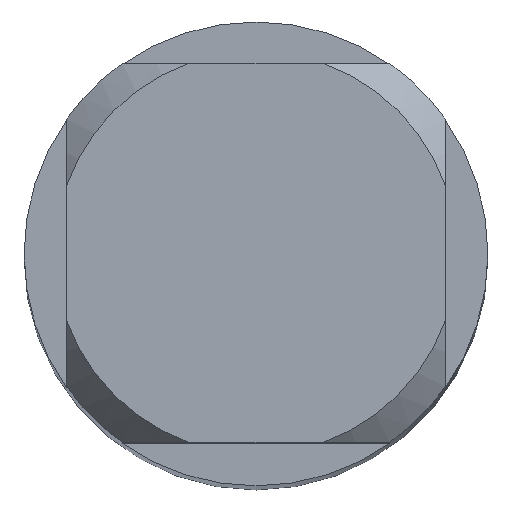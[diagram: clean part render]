
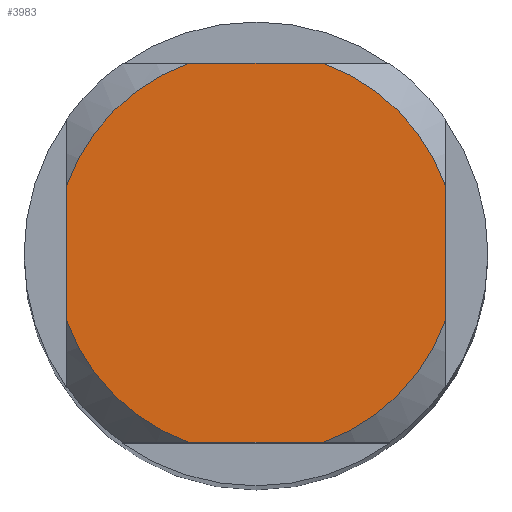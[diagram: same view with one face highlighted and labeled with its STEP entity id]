
A CAD part, top view. The second image highlights one B-rep face of the part: STEP entity #3983.
In plain terms, the highlighted planar face has unit normal (0, 0, 1).
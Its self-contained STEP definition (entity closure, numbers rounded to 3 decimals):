
#1671=EDGE_CURVE('',#2319,#4557,#4873,.T.);
#1865=EDGE_CURVE('',#2743,#2421,#5084,.T.);
#1991=EDGE_CURVE('',#2319,#3047,#5225,.T.);
#2319=VERTEX_POINT('',#5588);
#2421=VERTEX_POINT('',#5703);
#2679=EDGE_CURVE('',#3995,#2693,#5976,.T.);
#2693=VERTEX_POINT('',#5992);
#2743=VERTEX_POINT('',#6045);
#3047=VERTEX_POINT('',#6374);
#3241=VERTEX_POINT('',#6584);
#3431=EDGE_CURVE('',#3241,#2421,#6787,.T.);
#3865=EDGE_CURVE('',#3241,#2693,#7258,.T.);
#3983=ADVANCED_FACE('',(#7387),#7388,.T.);
#3995=VERTEX_POINT('',#7400);
#4267=EDGE_CURVE('',#2743,#3047,#7698,.T.);
#4557=VERTEX_POINT('',#8013);
#4779=EDGE_CURVE('',#3995,#4557,#8262,.T.);
#4873=LINE('',#8434,#8435);
#5084=CIRCLE('',#8929,2.6);
#5225=CIRCLE('',#9208,2.6);
#5588=CARTESIAN_POINT('',(-0.87,-2.45,0.0));
#5703=CARTESIAN_POINT('',(-0.87,2.45,0.0));
#5976=LINE('',#11183,#11184);
#5992=CARTESIAN_POINT('',(2.45,0.87,0.0));
#6045=CARTESIAN_POINT('',(-2.45,0.87,0.0));
#6374=CARTESIAN_POINT('',(-2.45,-0.87,0.0));
#6584=CARTESIAN_POINT('',(0.87,2.45,0.0));
#6787=LINE('',#13182,#13183);
#7258=CIRCLE('',#14779,2.6);
#7387=FACE_OUTER_BOUND('',#15024,.T.);
#7388=PLANE('',#15025);
#7400=CARTESIAN_POINT('',(2.45,-0.87,0.0));
#7698=LINE('',#15857,#15858);
#8013=CARTESIAN_POINT('',(0.87,-2.45,0.0));
#8262=CIRCLE('',#17152,2.6);
#8434=CARTESIAN_POINT('',(0.0,-2.45,0.0));
#8435=VECTOR('',#17255,1.0);
#8929=AXIS2_PLACEMENT_3D('',#17473,#17474,#17475);
#9208=AXIS2_PLACEMENT_3D('',#17637,#17638,#17639);
#11183=CARTESIAN_POINT('',(2.45,0.65,0.0));
#11184=VECTOR('',#18520,1.0);
#13182=CARTESIAN_POINT('',(0.0,2.45,0.0));
#13183=VECTOR('',#19275,1.0);
#14779=AXIS2_PLACEMENT_3D('',#19923,#19924,#19925);
#15024=EDGE_LOOP('',(#20054,#20055,#20056,#20057,#20058,#20059,#20060,#20061));
#15025=AXIS2_PLACEMENT_3D('',#20062,#20063,#20064);
#15857=CARTESIAN_POINT('',(-2.45,0.65,0.0));
#15858=VECTOR('',#20381,1.0);
#17152=AXIS2_PLACEMENT_3D('',#21005,#21006,#21007);
#17255=DIRECTION('',(1.0,0.0,0.0));
#17473=CARTESIAN_POINT('',(0.0,0.0,0.0));
#17474=DIRECTION('',(0.0,0.0,-1.0));
#17475=DIRECTION('',(0.0,1.0,0.0));
#17637=CARTESIAN_POINT('',(0.0,0.0,0.0));
#17638=DIRECTION('',(0.0,0.0,-1.0));
#17639=DIRECTION('',(0.0,1.0,0.0));
#18520=DIRECTION('',(-0.0,1.0,0.0));
#19275=DIRECTION('',(-1.0,0.0,0.0));
#19923=CARTESIAN_POINT('',(0.0,0.0,0.0));
#19924=DIRECTION('',(0.0,0.0,-1.0));
#19925=DIRECTION('',(0.0,1.0,0.0));
#20054=ORIENTED_EDGE('',*,*,#4267,.T.);
#20055=ORIENTED_EDGE('',*,*,#1991,.F.);
#20056=ORIENTED_EDGE('',*,*,#1671,.T.);
#20057=ORIENTED_EDGE('',*,*,#4779,.F.);
#20058=ORIENTED_EDGE('',*,*,#2679,.T.);
#20059=ORIENTED_EDGE('',*,*,#3865,.F.);
#20060=ORIENTED_EDGE('',*,*,#3431,.T.);
#20061=ORIENTED_EDGE('',*,*,#1865,.F.);
#20062=CARTESIAN_POINT('',(0.0,1.3,0.0));
#20063=DIRECTION('',(-0.0,0.0,1.0));
#20064=DIRECTION('',(0.0,-1.0,0.0));
#20381=DIRECTION('',(-0.0,-1.0,0.0));
#21005=CARTESIAN_POINT('',(0.0,0.0,0.0));
#21006=DIRECTION('',(0.0,0.0,-1.0));
#21007=DIRECTION('',(0.0,1.0,0.0));
